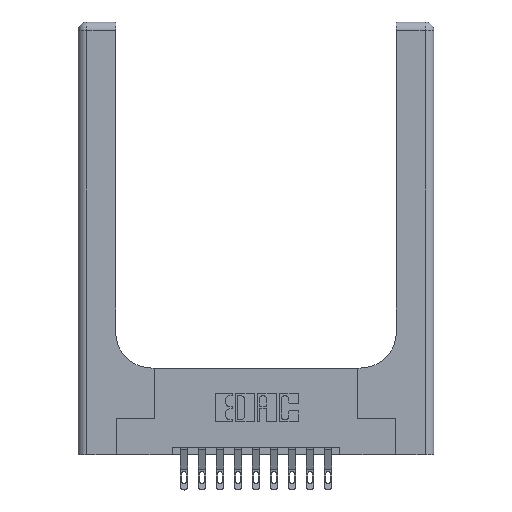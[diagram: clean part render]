
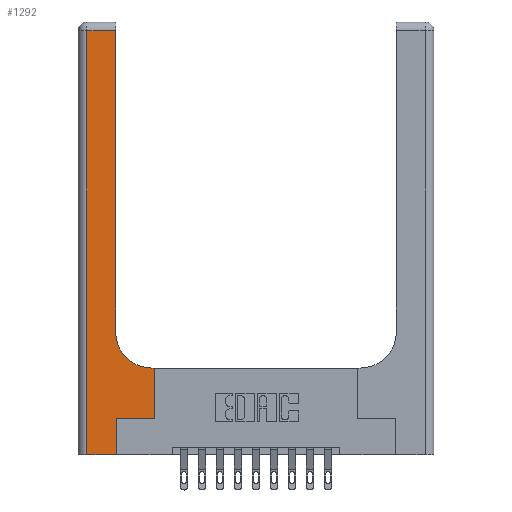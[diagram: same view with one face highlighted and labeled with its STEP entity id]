
A CAD part, top view. The second image highlights one B-rep face of the part: STEP entity #1292.
In plain terms, the highlighted planar face has unit normal (0, 0, 1).
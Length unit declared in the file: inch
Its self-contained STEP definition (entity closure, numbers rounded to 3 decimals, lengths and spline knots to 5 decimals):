
#34 = LINE ( 'NONE', #5919, #3452 ) ;
#249 = ORIENTED_EDGE ( 'NONE', *, *, #14704, .T. ) ;
#856 = VERTEX_POINT ( 'NONE', #10304 ) ;
#1201 = VERTEX_POINT ( 'NONE', #9357 ) ;
#1292 = ADVANCED_FACE ( 'NONE', ( #12117 ), #15007, .F. ) ;
#1627 = ORIENTED_EDGE ( 'NONE', *, *, #5839, .T. ) ;
#1644 = EDGE_LOOP ( 'NONE', ( #249, #8767, #1627, #7643, #10325, #9787, #2899, #4320, #14783 ) ) ;
#2346 = VERTEX_POINT ( 'NONE', #4190 ) ;
#2461 = VECTOR ( 'NONE', #7243, 39.37008 ) ;
#2899 = ORIENTED_EDGE ( 'NONE', *, *, #12116, .T. ) ;
#2944 = DIRECTION ( 'NONE',  ( 1., 0., 0. ) ) ;
#2991 = CARTESIAN_POINT ( 'NONE',  ( 0.265, 0.25, 0.37 ) ) ;
#3241 = CARTESIAN_POINT ( 'NONE',  ( 0.06, 2.94, 0.37 ) ) ;
#3281 = VECTOR ( 'NONE', #10784, 39.37008 ) ;
#3452 = VECTOR ( 'NONE', #8468, 39.37008 ) ;
#3792 = CARTESIAN_POINT ( 'NONE',  ( 0.265, 0., 0.37 ) ) ;
#3795 = DIRECTION ( 'NONE',  ( -1., 0., 0. ) ) ;
#4107 = LINE ( 'NONE', #10434, #7903 ) ;
#4190 = CARTESIAN_POINT ( 'NONE',  ( 0.26, 0.85, 0.37 ) ) ;
#4320 = ORIENTED_EDGE ( 'NONE', *, *, #9692, .T. ) ;
#4765 = CARTESIAN_POINT ( 'NONE',  ( 0.26, 2.94, 0.37 ) ) ;
#4854 = CARTESIAN_POINT ( 'NONE',  ( 0.06, 0., 0.37 ) ) ;
#4920 = CARTESIAN_POINT ( 'NONE',  ( 0.26, 0.6, 0.37 ) ) ;
#5379 = DIRECTION ( 'NONE',  ( -1., 0., 0. ) ) ;
#5827 = CARTESIAN_POINT ( 'NONE',  ( 0.265, 0.25, 0.37 ) ) ;
#5839 = EDGE_CURVE ( 'NONE', #11464, #7987, #7011, .T. ) ;
#5877 = CARTESIAN_POINT ( 'NONE',  ( 0., 0., 0.37 ) ) ;
#5919 = CARTESIAN_POINT ( 'NONE',  ( 0.26, 3., 0.37 ) ) ;
#5925 = VERTEX_POINT ( 'NONE', #13782 ) ;
#5944 = LINE ( 'NONE', #11760, #3281 ) ;
#5999 = DIRECTION ( 'NONE',  ( 0., 0., -1. ) ) ;
#6237 = EDGE_CURVE ( 'NONE', #7987, #1201, #7772, .T. ) ;
#7011 = LINE ( 'NONE', #13474, #2461 ) ;
#7084 = DIRECTION ( 'NONE',  ( 1., 0., 0. ) ) ;
#7234 = CARTESIAN_POINT ( 'NONE',  ( 0.51, 0.85, 0.37 ) ) ;
#7243 = DIRECTION ( 'NONE',  ( 0., -1., 0. ) ) ;
#7643 = ORIENTED_EDGE ( 'NONE', *, *, #6237, .T. ) ;
#7772 = LINE ( 'NONE', #5877, #8537 ) ;
#7903 = VECTOR ( 'NONE', #15376, 39.37008 ) ;
#7987 = VERTEX_POINT ( 'NONE', #4854 ) ;
#8295 = VERTEX_POINT ( 'NONE', #4765 ) ;
#8355 = CIRCLE ( 'NONE', #11018, 0.25 ) ;
#8468 = DIRECTION ( 'NONE',  ( 0., 1., 0. ) ) ;
#8537 = VECTOR ( 'NONE', #7084, 39.37008 ) ;
#8767 = ORIENTED_EDGE ( 'NONE', *, *, #10355, .T. ) ;
#8812 = LINE ( 'NONE', #4920, #10168 ) ;
#9357 = CARTESIAN_POINT ( 'NONE',  ( 0.265, 0., 0.37 ) ) ;
#9692 = EDGE_CURVE ( 'NONE', #13775, #856, #8812, .T. ) ;
#9787 = ORIENTED_EDGE ( 'NONE', *, *, #10140, .T. ) ;
#9801 = DIRECTION ( 'NONE',  ( 1., 0., 0. ) ) ;
#10140 = EDGE_CURVE ( 'NONE', #14071, #5925, #14982, .T. ) ;
#10145 = CARTESIAN_POINT ( 'NONE',  ( 0., 3., 0.37 ) ) ;
#10168 = VECTOR ( 'NONE', #3795, 39.37008 ) ;
#10189 = DIRECTION ( 'NONE',  ( 0., 0., -1. ) ) ;
#10304 = CARTESIAN_POINT ( 'NONE',  ( 0.51, 0.6, 0.37 ) ) ;
#10325 = ORIENTED_EDGE ( 'NONE', *, *, #12393, .T. ) ;
#10355 = EDGE_CURVE ( 'NONE', #8295, #11464, #5944, .T. ) ;
#10434 = CARTESIAN_POINT ( 'NONE',  ( 0.528, 0.25, 0.37 ) ) ;
#10769 = VECTOR ( 'NONE', #14897, 39.37008 ) ;
#10784 = DIRECTION ( 'NONE',  ( -1., 0., 0. ) ) ;
#10929 = VECTOR ( 'NONE', #2944, 39.37008 ) ;
#11018 = AXIS2_PLACEMENT_3D ( 'NONE', #7234, #5999, #9801 ) ;
#11464 = VERTEX_POINT ( 'NONE', #3241 ) ;
#11760 = CARTESIAN_POINT ( 'NONE',  ( 0., 2.94, 0.37 ) ) ;
#11860 = CARTESIAN_POINT ( 'NONE',  ( 0.528, 0.6, 0.37 ) ) ;
#12116 = EDGE_CURVE ( 'NONE', #5925, #13775, #4107, .T. ) ;
#12117 = FACE_OUTER_BOUND ( 'NONE', #1644, .T. ) ;
#12393 = EDGE_CURVE ( 'NONE', #1201, #14071, #14054, .T. ) ;
#12525 = AXIS2_PLACEMENT_3D ( 'NONE', #10145, #10189, #5379 ) ;
#13474 = CARTESIAN_POINT ( 'NONE',  ( 0.06, 3., 0.37 ) ) ;
#13775 = VERTEX_POINT ( 'NONE', #11860 ) ;
#13782 = CARTESIAN_POINT ( 'NONE',  ( 0.528, 0.25, 0.37 ) ) ;
#14054 = LINE ( 'NONE', #3792, #10769 ) ;
#14071 = VERTEX_POINT ( 'NONE', #5827 ) ;
#14704 = EDGE_CURVE ( 'NONE', #2346, #8295, #34, .T. ) ;
#14783 = ORIENTED_EDGE ( 'NONE', *, *, #15856, .T. ) ;
#14897 = DIRECTION ( 'NONE',  ( 0., 1., 0. ) ) ;
#14982 = LINE ( 'NONE', #2991, #10929 ) ;
#15007 = PLANE ( 'NONE',  #12525 ) ;
#15376 = DIRECTION ( 'NONE',  ( 0., 1., 0. ) ) ;
#15856 = EDGE_CURVE ( 'NONE', #856, #2346, #8355, .T. ) ;
